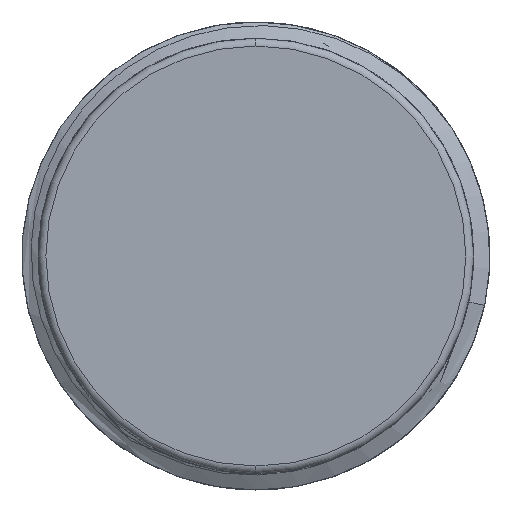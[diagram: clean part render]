
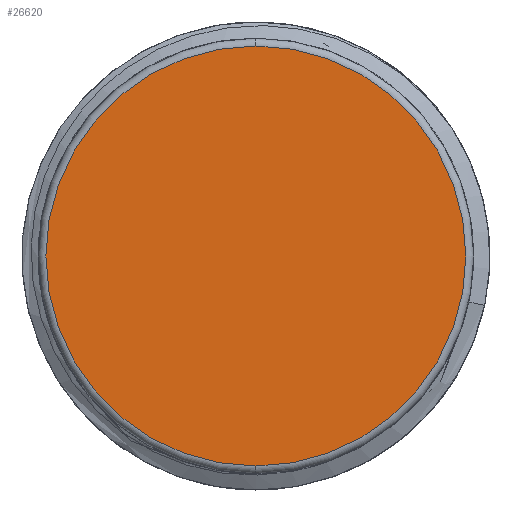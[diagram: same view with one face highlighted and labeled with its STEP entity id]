
A CAD part, left-side view. The second image highlights one B-rep face of the part: STEP entity #26620.
In plain terms, the highlighted planar face has unit normal (-1, 0, 0).
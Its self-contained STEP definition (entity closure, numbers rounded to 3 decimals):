
#256=CARTESIAN_POINT('',(-21.95,0.,2.408));
#257=DIRECTION('',(-1.,0.,0.));
#258=DIRECTION('',(0.,0.,1.));
#259=AXIS2_PLACEMENT_3D('',#256,#257,#258);
#261=CARTESIAN_POINT('',(-21.95,0.,2.408));
#262=DIRECTION('',(-1.,0.,0.));
#263=DIRECTION('',(0.,0.,-1.));
#264=AXIS2_PLACEMENT_3D('',#261,#262,#263);
#10393=CARTESIAN_POINT('',(-21.95,0.,-5.617));
#10394=CARTESIAN_POINT('',(-21.95,0.,10.433));
#10395=VERTEX_POINT('',#10393);
#10396=VERTEX_POINT('',#10394);
#26610=CARTESIAN_POINT('',(-21.95,0.,-5.558));
#26611=DIRECTION('',(1.,0.,0.));
#26612=DIRECTION('',(0.,1.,0.));
#26613=AXIS2_PLACEMENT_3D('',#26610,#26611,#26612);
#26614=PLANE('',#26613);
#26615=ORIENTED_EDGE('',*,*,#26600,.F.);
#26617=ORIENTED_EDGE('',*,*,#26616,.F.);
#26618=EDGE_LOOP('',(#26615,#26617));
#26619=FACE_OUTER_BOUND('',#26618,.F.);
#26620=ADVANCED_FACE('',(#26619),#26614,.F.);
#260=CIRCLE('',#259,8.025);
#265=CIRCLE('',#264,8.025);
#26600=EDGE_CURVE('',#10396,#10395,#260,.T.);
#26616=EDGE_CURVE('',#10395,#10396,#265,.T.);
